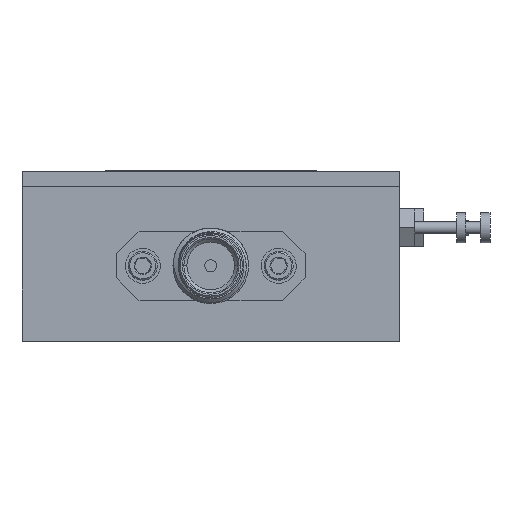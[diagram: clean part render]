
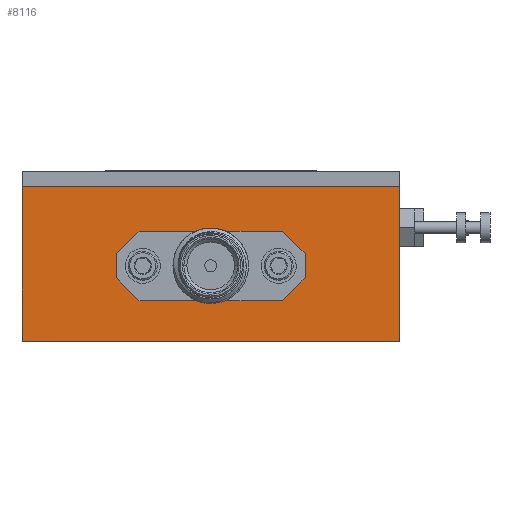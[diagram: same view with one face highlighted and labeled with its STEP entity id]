
A CAD part, left-side view. The second image highlights one B-rep face of the part: STEP entity #8116.
In plain terms, the highlighted planar face has unit normal (-1, 0, 0).
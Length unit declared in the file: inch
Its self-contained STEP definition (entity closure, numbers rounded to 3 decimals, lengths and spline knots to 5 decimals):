
#604 = VECTOR ( 'NONE', #34581, 39.37008 ) ;
#739 = CARTESIAN_POINT ( 'NONE',  ( -0.625, 0.3125, 0.0835 ) ) ;
#1136 = DIRECTION ( 'NONE',  ( 0., 0.707, -0.707 ) ) ;
#1426 = LINE ( 'NONE', #31516, #6371 ) ;
#1450 = CARTESIAN_POINT ( 'NONE',  ( -0.625, 0.17625, 0.14475 ) ) ;
#1710 = DIRECTION ( 'NONE',  ( 0., -0.707, -0.707 ) ) ;
#2440 = CARTESIAN_POINT ( 'NONE',  ( -0.625, -0.625, 0.2315 ) ) ;
#3280 = ORIENTED_EDGE ( 'NONE', *, *, #13632, .T. ) ;
#3619 = FACE_BOUND ( 'NONE', #26958, .T. ) ;
#3672 = ORIENTED_EDGE ( 'NONE', *, *, #6114, .T. ) ;
#3709 = VERTEX_POINT ( 'NONE', #24041 ) ;
#3735 = DIRECTION ( 'NONE',  ( 0., 1., 0. ) ) ;
#3924 = CARTESIAN_POINT ( 'NONE',  ( -0.625, -0.625, -0.2815 ) ) ;
#4262 = EDGE_CURVE ( 'NONE', #20003, #5755, #7061, .T. ) ;
#4727 = EDGE_CURVE ( 'NONE', #10253, #29161, #23612, .T. ) ;
#4754 = ORIENTED_EDGE ( 'NONE', *, *, #24756, .F. ) ;
#5676 = CARTESIAN_POINT ( 'NONE',  ( -0.625, 0.17625, -0.20775 ) ) ;
#5755 = VERTEX_POINT ( 'NONE', #25982 ) ;
#5887 = VERTEX_POINT ( 'NONE', #13554 ) ;
#6114 = EDGE_CURVE ( 'NONE', #16625, #30083, #41201, .T. ) ;
#6371 = VECTOR ( 'NONE', #21342, 39.37008 ) ;
#7061 = LINE ( 'NONE', #26984, #8007 ) ;
#7553 = DIRECTION ( 'NONE',  ( 0., 0., -1. ) ) ;
#7800 = FACE_OUTER_BOUND ( 'NONE', #23093, .T. ) ;
#7909 = CARTESIAN_POINT ( 'NONE',  ( -0.625, -0.3125, -0.0715 ) ) ;
#8007 = VECTOR ( 'NONE', #3735, 39.37008 ) ;
#8116 = ADVANCED_FACE ( 'NONE', ( #3619, #7800 ), #23978, .F. ) ;
#8689 = EDGE_CURVE ( 'NONE', #31623, #5755, #17391, .T. ) ;
#8707 = VECTOR ( 'NONE', #20063, 39.37008 ) ;
#8988 = LINE ( 'NONE', #5676, #15072 ) ;
#9084 = CARTESIAN_POINT ( 'NONE',  ( -0.625, 0.625, 0.2315 ) ) ;
#9836 = VERTEX_POINT ( 'NONE', #20714 ) ;
#10245 = CARTESIAN_POINT ( 'NONE',  ( -0.625, -0.625, 0.2815 ) ) ;
#10253 = VERTEX_POINT ( 'NONE', #9084 ) ;
#10956 = DIRECTION ( 'NONE',  ( 0., -0.707, 0.707 ) ) ;
#11109 = DIRECTION ( 'NONE',  ( 0., 0., -1. ) ) ;
#11212 = LINE ( 'NONE', #34673, #30808 ) ;
#11778 = CARTESIAN_POINT ( 'NONE',  ( -0.625, 0.2375, -0.1465 ) ) ;
#13093 = ORIENTED_EDGE ( 'NONE', *, *, #4262, .F. ) ;
#13554 = CARTESIAN_POINT ( 'NONE',  ( -0.625, -0.625, -0.2815 ) ) ;
#13576 = ORIENTED_EDGE ( 'NONE', *, *, #30758, .T. ) ;
#13632 = EDGE_CURVE ( 'NONE', #10253, #34930, #38245, .T. ) ;
#13768 = LINE ( 'NONE', #27062, #37175 ) ;
#13875 = EDGE_CURVE ( 'NONE', #16625, #9836, #1426, .T. ) ;
#14357 = VECTOR ( 'NONE', #40655, 39.37008 ) ;
#14929 = ORIENTED_EDGE ( 'NONE', *, *, #4727, .F. ) ;
#15072 = VECTOR ( 'NONE', #15857, 39.37008 ) ;
#15706 = VERTEX_POINT ( 'NONE', #11778 ) ;
#15857 = DIRECTION ( 'NONE',  ( 0., 0.707, 0.707 ) ) ;
#16625 = VERTEX_POINT ( 'NONE', #7909 ) ;
#16686 = CARTESIAN_POINT ( 'NONE',  ( -0.625, 0.625, -0.2815 ) ) ;
#17190 = CARTESIAN_POINT ( 'NONE',  ( -0.625, -0.2375, 0.0835 ) ) ;
#17239 = DIRECTION ( 'NONE',  ( 0., 0., -1. ) ) ;
#17391 = LINE ( 'NONE', #1450, #40123 ) ;
#20003 = VERTEX_POINT ( 'NONE', #17190 ) ;
#20063 = DIRECTION ( 'NONE',  ( 0., -1., 0. ) ) ;
#20714 = CARTESIAN_POINT ( 'NONE',  ( -0.625, -0.3125, 0.0085 ) ) ;
#21342 = DIRECTION ( 'NONE',  ( 0., 0., 1. ) ) ;
#23093 = EDGE_LOOP ( 'NONE', ( #14929, #3280, #13576, #32843 ) ) ;
#23397 = CARTESIAN_POINT ( 'NONE',  ( -0.625, -0.625, 0.2315 ) ) ;
#23612 = LINE ( 'NONE', #23397, #8707 ) ;
#23736 = LINE ( 'NONE', #30600, #25923 ) ;
#23890 = EDGE_CURVE ( 'NONE', #20003, #9836, #11212, .T. ) ;
#23978 = PLANE ( 'NONE',  #36236 ) ;
#24041 = CARTESIAN_POINT ( 'NONE',  ( -0.625, 0.3125, -0.0715 ) ) ;
#24320 = VECTOR ( 'NONE', #1136, 39.37008 ) ;
#24756 = EDGE_CURVE ( 'NONE', #15706, #30083, #13768, .T. ) ;
#25409 = ORIENTED_EDGE ( 'NONE', *, *, #31102, .T. ) ;
#25923 = VECTOR ( 'NONE', #7553, 39.37008 ) ;
#25982 = CARTESIAN_POINT ( 'NONE',  ( -0.625, 0.2375, 0.0835 ) ) ;
#26789 = ORIENTED_EDGE ( 'NONE', *, *, #23890, .T. ) ;
#26958 = EDGE_LOOP ( 'NONE', ( #4754, #25409, #34711, #30251, #13093, #26789, #38693, #3672 ) ) ;
#26984 = CARTESIAN_POINT ( 'NONE',  ( -0.625, -0.3125, 0.0835 ) ) ;
#27062 = CARTESIAN_POINT ( 'NONE',  ( -0.625, -0.3125, -0.1465 ) ) ;
#27735 = LINE ( 'NONE', #739, #604 ) ;
#29161 = VERTEX_POINT ( 'NONE', #2440 ) ;
#30083 = VERTEX_POINT ( 'NONE', #43120 ) ;
#30251 = ORIENTED_EDGE ( 'NONE', *, *, #8689, .T. ) ;
#30600 = CARTESIAN_POINT ( 'NONE',  ( -0.625, -0.625, 0.2815 ) ) ;
#30747 = CARTESIAN_POINT ( 'NONE',  ( -0.625, 0.625, 0.2815 ) ) ;
#30758 = EDGE_CURVE ( 'NONE', #34930, #5887, #41311, .T. ) ;
#30808 = VECTOR ( 'NONE', #1710, 39.37008 ) ;
#31102 = EDGE_CURVE ( 'NONE', #15706, #3709, #8988, .T. ) ;
#31516 = CARTESIAN_POINT ( 'NONE',  ( -0.625, -0.3125, 0.0835 ) ) ;
#31623 = VERTEX_POINT ( 'NONE', #35928 ) ;
#32533 = VECTOR ( 'NONE', #17239, 39.37008 ) ;
#32843 = ORIENTED_EDGE ( 'NONE', *, *, #39487, .F. ) ;
#34581 = DIRECTION ( 'NONE',  ( 0., 0., -1. ) ) ;
#34673 = CARTESIAN_POINT ( 'NONE',  ( -0.625, -0.17625, 0.14475 ) ) ;
#34711 = ORIENTED_EDGE ( 'NONE', *, *, #41805, .F. ) ;
#34930 = VERTEX_POINT ( 'NONE', #16686 ) ;
#35928 = CARTESIAN_POINT ( 'NONE',  ( -0.625, 0.3125, 0.0085 ) ) ;
#36236 = AXIS2_PLACEMENT_3D ( 'NONE', #10245, #37463, #11109 ) ;
#36790 = DIRECTION ( 'NONE',  ( 0., -1., 0. ) ) ;
#37175 = VECTOR ( 'NONE', #36790, 39.37008 ) ;
#37463 = DIRECTION ( 'NONE',  ( 1., 0., 0. ) ) ;
#38245 = LINE ( 'NONE', #30747, #32533 ) ;
#38693 = ORIENTED_EDGE ( 'NONE', *, *, #13875, .F. ) ;
#39487 = EDGE_CURVE ( 'NONE', #29161, #5887, #23736, .T. ) ;
#40123 = VECTOR ( 'NONE', #10956, 39.37008 ) ;
#40655 = DIRECTION ( 'NONE',  ( 0., -1., 0. ) ) ;
#41201 = LINE ( 'NONE', #41861, #24320 ) ;
#41311 = LINE ( 'NONE', #3924, #14357 ) ;
#41805 = EDGE_CURVE ( 'NONE', #31623, #3709, #27735, .T. ) ;
#41861 = CARTESIAN_POINT ( 'NONE',  ( -0.625, -0.17625, -0.20775 ) ) ;
#43120 = CARTESIAN_POINT ( 'NONE',  ( -0.625, -0.2375, -0.1465 ) ) ;
